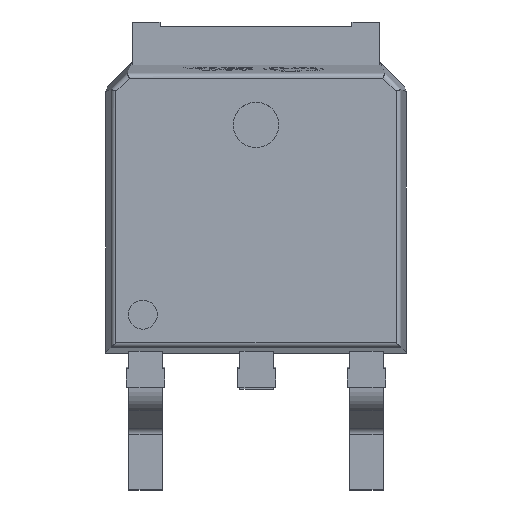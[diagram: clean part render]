
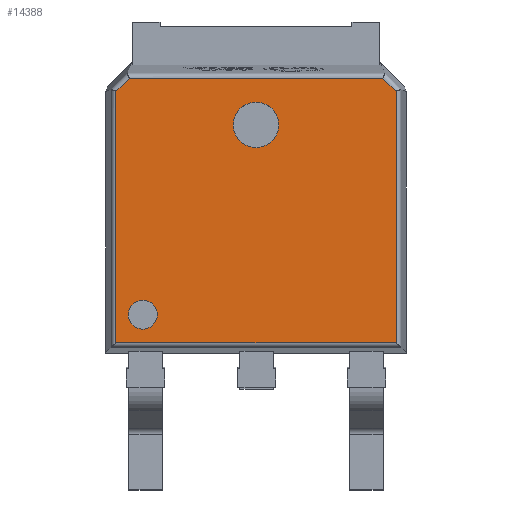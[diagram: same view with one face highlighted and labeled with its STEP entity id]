
A CAD part, top view. The second image highlights one B-rep face of the part: STEP entity #14388.
In plain terms, the highlighted planar face has unit normal (0, 0, 1).
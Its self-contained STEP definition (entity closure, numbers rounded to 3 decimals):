
#1 = CARTESIAN_POINT ( 'NONE',  ( -2.918, -2.309, 2.2 ) ) ;
#135 = ORIENTED_EDGE ( 'NONE', *, *, #10023, .T. ) ;
#181 = LINE ( 'NONE', #14883, #13645 ) ;
#404 = VECTOR ( 'NONE', #12981, 1000. ) ;
#435 = CARTESIAN_POINT ( 'NONE',  ( 3.008, -2.309, 2.2 ) ) ;
#628 = VERTEX_POINT ( 'NONE', #7284 ) ;
#672 = CARTESIAN_POINT ( 'NONE',  ( 2.918, -2.309, 2.2 ) ) ;
#757 = EDGE_CURVE ( 'NONE', #2116, #13228, #15297, .T. ) ;
#802 = CARTESIAN_POINT ( 'NONE',  ( -2.358, -1.726, 2.2 ) ) ;
#830 = EDGE_CURVE ( 'NONE', #5994, #2908, #12810, .T. ) ;
#920 = LINE ( 'NONE', #3568, #14085 ) ;
#922 = VECTOR ( 'NONE', #3098, 1000. ) ;
#1050 = DIRECTION ( 'NONE',  ( 1., 0., 0. ) ) ;
#1834 = EDGE_LOOP ( 'NONE', ( #6274, #6893 ) ) ;
#1907 = EDGE_CURVE ( 'NONE', #2908, #9205, #181, .T. ) ;
#1932 = CARTESIAN_POINT ( 'NONE',  ( -2.358, -1.726, 2.2 ) ) ;
#1957 = FACE_BOUND ( 'NONE', #12645, .T. ) ;
#2049 = CARTESIAN_POINT ( 'NONE',  ( -2.642, 3.204, 2.2 ) ) ;
#2075 = VECTOR ( 'NONE', #12591, 1000. ) ;
#2116 = VERTEX_POINT ( 'NONE', #1 ) ;
#2211 = CARTESIAN_POINT ( 'NONE',  ( -2.918, 2.928, 2.2 ) ) ;
#2669 = LINE ( 'NONE', #3792, #14984 ) ;
#2908 = VERTEX_POINT ( 'NONE', #2049 ) ;
#3098 = DIRECTION ( 'NONE',  ( -1., 0., 0. ) ) ;
#3380 = EDGE_CURVE ( 'NONE', #9205, #2116, #2669, .T. ) ;
#3478 = DIRECTION ( 'NONE',  ( 1., 0., 0. ) ) ;
#3485 = CARTESIAN_POINT ( 'NONE',  ( -2.056, -1.726, 2.2 ) ) ;
#3568 = CARTESIAN_POINT ( 'NONE',  ( 2.918, 0.5, 2.2 ) ) ;
#3792 = CARTESIAN_POINT ( 'NONE',  ( -2.918, 0.5, 2.2 ) ) ;
#3894 = ORIENTED_EDGE ( 'NONE', *, *, #8552, .T. ) ;
#4009 = CARTESIAN_POINT ( 'NONE',  ( 2.686, 3.162, 2.2 ) ) ;
#4265 = VERTEX_POINT ( 'NONE', #14799 ) ;
#4660 = EDGE_CURVE ( 'NONE', #628, #14390, #13591, .T. ) ;
#4762 = PLANE ( 'NONE',  #15662 ) ;
#4978 = CARTESIAN_POINT ( 'NONE',  ( 0., 0.5, 2.2 ) ) ;
#5367 = CARTESIAN_POINT ( 'NONE',  ( 2.644, 3.204, 2.2 ) ) ;
#5708 = CIRCLE ( 'NONE', #12629, 0.302 ) ;
#5829 = EDGE_CURVE ( 'NONE', #14804, #4265, #8094, .T. ) ;
#5994 = VERTEX_POINT ( 'NONE', #5367 ) ;
#6101 = DIRECTION ( 'NONE',  ( 0., 0., 1. ) ) ;
#6149 = ORIENTED_EDGE ( 'NONE', *, *, #3380, .T. ) ;
#6248 = CARTESIAN_POINT ( 'NONE',  ( 0., 2.228, 2.2 ) ) ;
#6274 = ORIENTED_EDGE ( 'NONE', *, *, #15278, .F. ) ;
#6668 = ORIENTED_EDGE ( 'NONE', *, *, #1907, .T. ) ;
#6893 = ORIENTED_EDGE ( 'NONE', *, *, #4660, .F. ) ;
#7098 = DIRECTION ( 'NONE',  ( 0., 1., 0. ) ) ;
#7284 = CARTESIAN_POINT ( 'NONE',  ( -2.661, -1.726, 2.2 ) ) ;
#7651 = DIRECTION ( 'NONE',  ( 0., -1., 0. ) ) ;
#7668 = ORIENTED_EDGE ( 'NONE', *, *, #757, .T. ) ;
#7809 = DIRECTION ( 'NONE',  ( 1., 0., 0. ) ) ;
#7847 = CARTESIAN_POINT ( 'NONE',  ( -3.008, 3.204, 2.2 ) ) ;
#8067 = DIRECTION ( 'NONE',  ( 0., 0., 1. ) ) ;
#8094 = CIRCLE ( 'NONE', #14740, 0.473 ) ;
#8137 = DIRECTION ( 'NONE',  ( 0., 0., 1. ) ) ;
#8552 = EDGE_CURVE ( 'NONE', #13228, #10390, #920, .T. ) ;
#8975 = ORIENTED_EDGE ( 'NONE', *, *, #830, .T. ) ;
#9065 = CIRCLE ( 'NONE', #10099, 0.473 ) ;
#9111 = DIRECTION ( 'NONE',  ( -0.707, -0.707, 0. ) ) ;
#9205 = VERTEX_POINT ( 'NONE', #2211 ) ;
#9694 = ORIENTED_EDGE ( 'NONE', *, *, #5829, .F. ) ;
#9714 = EDGE_LOOP ( 'NONE', ( #8975, #6668, #6149, #7668, #3894, #135 ) ) ;
#10023 = EDGE_CURVE ( 'NONE', #10390, #5994, #10114, .T. ) ;
#10099 = AXIS2_PLACEMENT_3D ( 'NONE', #6248, #13874, #11391 ) ;
#10114 = LINE ( 'NONE', #4009, #2075 ) ;
#10390 = VERTEX_POINT ( 'NONE', #11052 ) ;
#11052 = CARTESIAN_POINT ( 'NONE',  ( 2.918, 2.927, 2.2 ) ) ;
#11202 = EDGE_CURVE ( 'NONE', #4265, #14804, #9065, .T. ) ;
#11391 = DIRECTION ( 'NONE',  ( 1., 0., 0. ) ) ;
#11968 = FACE_OUTER_BOUND ( 'NONE', #9714, .T. ) ;
#12282 = ORIENTED_EDGE ( 'NONE', *, *, #11202, .F. ) ;
#12591 = DIRECTION ( 'NONE',  ( -0.704, 0.71, 0. ) ) ;
#12629 = AXIS2_PLACEMENT_3D ( 'NONE', #802, #8067, #12710 ) ;
#12645 = EDGE_LOOP ( 'NONE', ( #12282, #9694 ) ) ;
#12710 = DIRECTION ( 'NONE',  ( 1., 0., 0. ) ) ;
#12810 = LINE ( 'NONE', #7847, #922 ) ;
#12981 = DIRECTION ( 'NONE',  ( 1., 0., 0. ) ) ;
#13045 = FACE_BOUND ( 'NONE', #1834, .T. ) ;
#13228 = VERTEX_POINT ( 'NONE', #672 ) ;
#13339 = DIRECTION ( 'NONE',  ( 0., 0., 1. ) ) ;
#13591 = CIRCLE ( 'NONE', #14878, 0.302 ) ;
#13645 = VECTOR ( 'NONE', #9111, 1000. ) ;
#13874 = DIRECTION ( 'NONE',  ( 0., 0., 1. ) ) ;
#14085 = VECTOR ( 'NONE', #7098, 1000. ) ;
#14388 = ADVANCED_FACE ( 'NONE', ( #1957, #13045, #11968 ), #4762, .T. ) ;
#14390 = VERTEX_POINT ( 'NONE', #3485 ) ;
#14740 = AXIS2_PLACEMENT_3D ( 'NONE', #15759, #13339, #3478 ) ;
#14799 = CARTESIAN_POINT ( 'NONE',  ( 0.473, 2.228, 2.2 ) ) ;
#14804 = VERTEX_POINT ( 'NONE', #15136 ) ;
#14878 = AXIS2_PLACEMENT_3D ( 'NONE', #1932, #8137, #7809 ) ;
#14883 = CARTESIAN_POINT ( 'NONE',  ( -2.673, 3.173, 2.2 ) ) ;
#14984 = VECTOR ( 'NONE', #7651, 1000. ) ;
#15136 = CARTESIAN_POINT ( 'NONE',  ( -0.473, 2.228, 2.2 ) ) ;
#15278 = EDGE_CURVE ( 'NONE', #14390, #628, #5708, .T. ) ;
#15297 = LINE ( 'NONE', #435, #404 ) ;
#15662 = AXIS2_PLACEMENT_3D ( 'NONE', #4978, #6101, #1050 ) ;
#15759 = CARTESIAN_POINT ( 'NONE',  ( 0., 2.228, 2.2 ) ) ;
